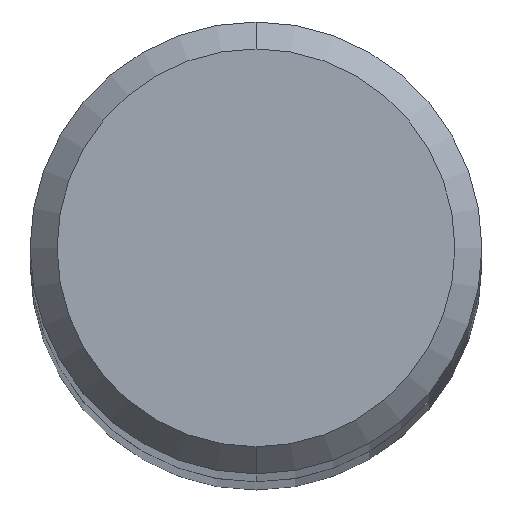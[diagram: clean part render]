
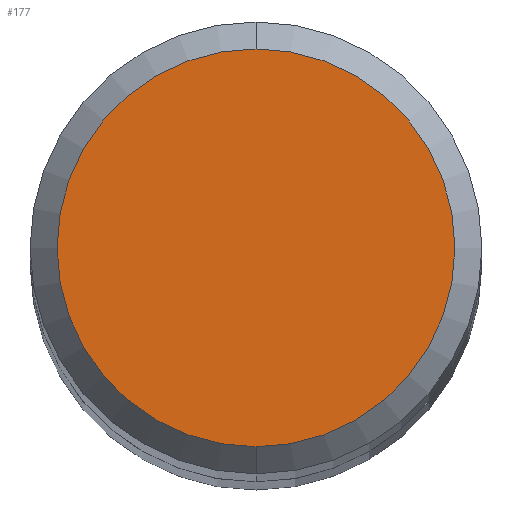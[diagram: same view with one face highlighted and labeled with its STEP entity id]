
A CAD part, top view. The second image highlights one B-rep face of the part: STEP entity #177.
In plain terms, the highlighted planar face has unit normal (0, 0, 1).
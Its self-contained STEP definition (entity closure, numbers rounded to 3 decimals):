
#177=ADVANCED_FACE('',(#454),#455,.T.);
#361=VERTEX_POINT('',#659);
#399=EDGE_CURVE('',#361,#403,#699,.T.);
#403=VERTEX_POINT('',#703);
#411=EDGE_CURVE('',#403,#361,#712,.T.);
#454=FACE_OUTER_BOUND('',#760,.T.);
#455=PLANE('',#761);
#659=CARTESIAN_POINT('',(0.0,2.95,0.0));
#699=CIRCLE('',#1281,2.95);
#703=CARTESIAN_POINT('',(0.,-2.95,0.0));
#712=CIRCLE('',#1305,2.95);
#760=EDGE_LOOP('',(#1347,#1348));
#761=AXIS2_PLACEMENT_3D('',#1349,#1350,#1351);
#1281=AXIS2_PLACEMENT_3D('',#1609,#1610,#1611);
#1305=AXIS2_PLACEMENT_3D('',#1621,#1622,#1623);
#1347=ORIENTED_EDGE('',*,*,#399,.F.);
#1348=ORIENTED_EDGE('',*,*,#411,.F.);
#1349=CARTESIAN_POINT('',(0.0,1.475,0.0));
#1350=DIRECTION('',(-0.0,0.0,1.0));
#1351=DIRECTION('',(0.0,-1.0,0.0));
#1609=CARTESIAN_POINT('',(0.0,0.0,0.0));
#1610=DIRECTION('',(0.0,0.0,-1.0));
#1611=DIRECTION('',(0.0,1.0,0.0));
#1621=CARTESIAN_POINT('',(0.0,0.0,0.0));
#1622=DIRECTION('',(0.0,0.0,-1.0));
#1623=DIRECTION('',(0.0,1.0,0.0));
